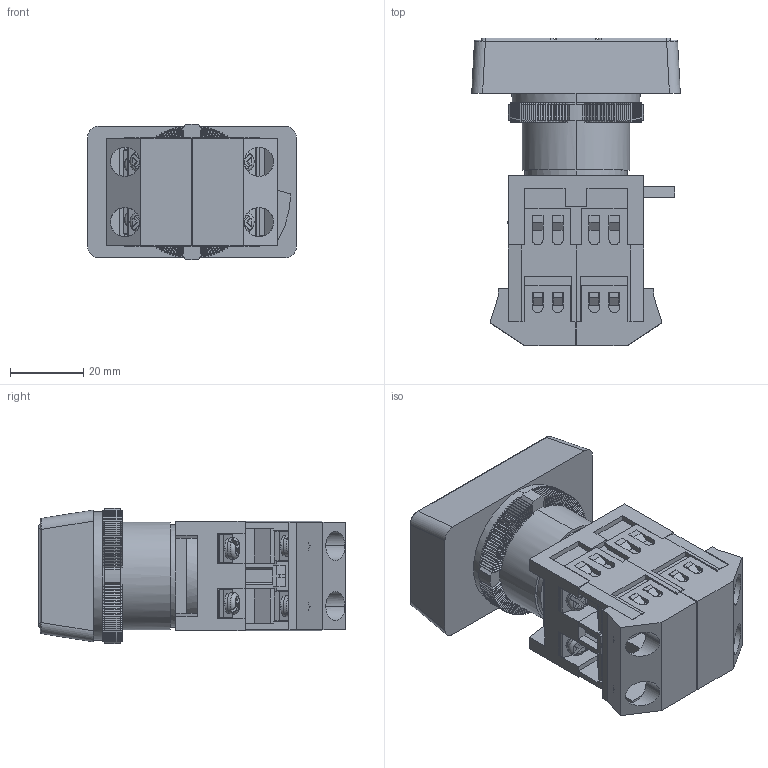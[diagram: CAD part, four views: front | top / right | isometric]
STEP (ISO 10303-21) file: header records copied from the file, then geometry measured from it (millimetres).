
FILE_DESCRIPTION (( 'STEP AP214' ), '1' );
FILE_NAME ('BBD20-PPBB-K51 Êíîïêà ÐPÂÂ-30N I-O d30ìì íåîí_240Â 1ç+1ð ÈÝÊ.STEP', '2017-11-01T11:47:20', ( '' ), ( '' ), 'SwSTEP 2.0', 'SolidWorks 2014', '' );
FILE_SCHEMA (( 'AUTOMOTIVE_DESIGN' ));
Length unit declared in the file: millimetre
Products named in the file (1): BBD20-PPBB-K51 Êíîïêà ÐPÂÂ-30N I-O d30ìì íåîí_240Â 1ç+1ð ÈÝÊ
Bounding box: 57 x 84 x 36.99 mm (x, y, z)
Volume: 80720.9 mm3; surface area: 35892.2 mm2
Topology: 5 solids, 5 shells, 2372 faces, 7133 edges, 4573 vertices
Faces by surface type: plane 2095, cylinder 241, torus 24, bspline 8, sphere 4
Entity records: 80062 total; most frequent: CARTESIAN_POINT 16095, ORIENTED_EDGE 14258, DIRECTION 12746, EDGE_CURVE 7129, VECTOR 5090, LINE 5090, VERTEX_POINT 4573, AXIS2_PLACEMENT_3D 3828
